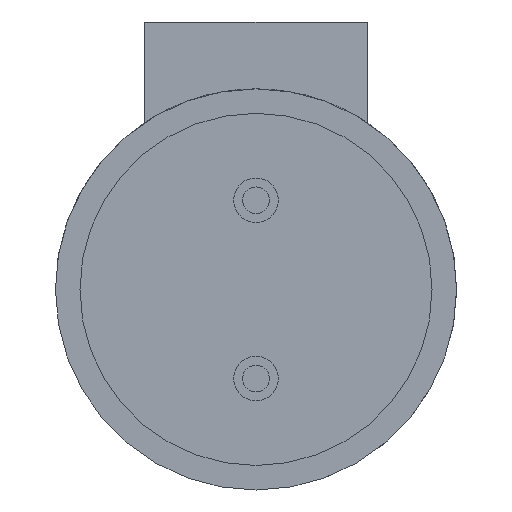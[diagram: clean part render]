
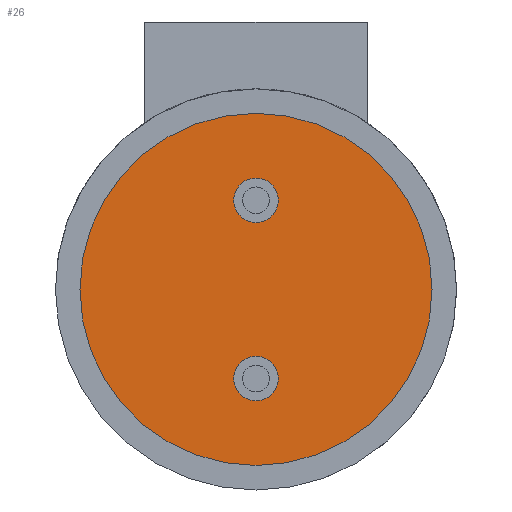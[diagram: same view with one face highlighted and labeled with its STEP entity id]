
A CAD part, front view. The second image highlights one B-rep face of the part: STEP entity #26.
In plain terms, the highlighted planar face has unit normal (0, -1, 0).
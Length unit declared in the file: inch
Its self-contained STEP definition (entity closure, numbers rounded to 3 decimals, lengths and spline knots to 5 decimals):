
#12 = ORIENTED_EDGE ( 'NONE', *, *, #654, .T. ) ;
#15 = CARTESIAN_POINT ( 'NONE',  ( -0.15551, -0.14567, 0. ) ) ;
#26 = ADVANCED_FACE ( 'NONE', ( #49, #1156, #699 ), #1069, .T. ) ;
#49 = FACE_OUTER_BOUND ( 'NONE', #536, .T. ) ;
#82 = DIRECTION ( 'NONE',  ( 0., 0., -1. ) ) ;
#89 = VERTEX_POINT ( 'NONE', #231 ) ;
#95 = DIRECTION ( 'NONE',  ( 0., 0., -1. ) ) ;
#138 = AXIS2_PLACEMENT_3D ( 'NONE', #157, #875, #424 ) ;
#157 = CARTESIAN_POINT ( 'NONE',  ( 0., -0.14567, -0.07874 ) ) ;
#160 = DIRECTION ( 'NONE',  ( 0., -1., 0. ) ) ;
#226 = CIRCLE ( 'NONE', #375, 0.01969 ) ;
#231 = CARTESIAN_POINT ( 'NONE',  ( 0., -0.14567, -0.05906 ) ) ;
#271 = DIRECTION ( 'NONE',  ( 0., -1., 0. ) ) ;
#285 = CARTESIAN_POINT ( 'NONE',  ( 0., -0.14567, 0. ) ) ;
#302 = EDGE_LOOP ( 'NONE', ( #658, #1076 ) ) ;
#335 = ORIENTED_EDGE ( 'NONE', *, *, #678, .F. ) ;
#338 = ORIENTED_EDGE ( 'NONE', *, *, #846, .F. ) ;
#350 = CARTESIAN_POINT ( 'NONE',  ( 0., -0.14567, -0.07874 ) ) ;
#374 = VERTEX_POINT ( 'NONE', #958 ) ;
#375 = AXIS2_PLACEMENT_3D ( 'NONE', #350, #1027, #555 ) ;
#424 = DIRECTION ( 'NONE',  ( 0., 0., -1. ) ) ;
#430 = EDGE_CURVE ( 'NONE', #374, #1041, #811, .T. ) ;
#433 = CARTESIAN_POINT ( 'NONE',  ( 0., -0.14567, 0. ) ) ;
#536 = EDGE_LOOP ( 'NONE', ( #12, #1185 ) ) ;
#550 = CARTESIAN_POINT ( 'NONE',  ( 0., -0.14567, 0. ) ) ;
#555 = DIRECTION ( 'NONE',  ( 0., 0., -1. ) ) ;
#568 = DIRECTION ( 'NONE',  ( 0., -1., 0. ) ) ;
#654 = EDGE_CURVE ( 'NONE', #729, #704, #712, .T. ) ;
#658 = ORIENTED_EDGE ( 'NONE', *, *, #789, .F. ) ;
#678 = EDGE_CURVE ( 'NONE', #89, #1013, #226, .T. ) ;
#699 = FACE_BOUND ( 'NONE', #988, .T. ) ;
#704 = VERTEX_POINT ( 'NONE', #15 ) ;
#709 = AXIS2_PLACEMENT_3D ( 'NONE', #550, #924, #95 ) ;
#712 = CIRCLE ( 'NONE', #1060, 0.15551 ) ;
#729 = VERTEX_POINT ( 'NONE', #917 ) ;
#744 = EDGE_CURVE ( 'NONE', #704, #729, #848, .T. ) ;
#757 = CARTESIAN_POINT ( 'NONE',  ( 0., -0.14567, 0.07874 ) ) ;
#789 = EDGE_CURVE ( 'NONE', #1041, #374, #790, .T. ) ;
#790 = CIRCLE ( 'NONE', #952, 0.01969 ) ;
#811 = CIRCLE ( 'NONE', #1175, 0.01969 ) ;
#812 = CARTESIAN_POINT ( 'NONE',  ( 0., -0.14567, 0.07874 ) ) ;
#834 = CIRCLE ( 'NONE', #138, 0.01969 ) ;
#835 = DIRECTION ( 'NONE',  ( 0., -1., 0. ) ) ;
#846 = EDGE_CURVE ( 'NONE', #1013, #89, #834, .T. ) ;
#848 = CIRCLE ( 'NONE', #709, 0.15551 ) ;
#875 = DIRECTION ( 'NONE',  ( 0., -1., 0. ) ) ;
#889 = CARTESIAN_POINT ( 'NONE',  ( 0., -0.14567, 0.09843 ) ) ;
#917 = CARTESIAN_POINT ( 'NONE',  ( 0.15551, -0.14567, 0. ) ) ;
#920 = DIRECTION ( 'NONE',  ( 0., 0., -1. ) ) ;
#924 = DIRECTION ( 'NONE',  ( 0., -1., 0. ) ) ;
#945 = DIRECTION ( 'NONE',  ( 0., 0., -1. ) ) ;
#952 = AXIS2_PLACEMENT_3D ( 'NONE', #757, #568, #945 ) ;
#958 = CARTESIAN_POINT ( 'NONE',  ( 0., -0.14567, 0.05906 ) ) ;
#962 = AXIS2_PLACEMENT_3D ( 'NONE', #433, #835, #82 ) ;
#988 = EDGE_LOOP ( 'NONE', ( #335, #338 ) ) ;
#1013 = VERTEX_POINT ( 'NONE', #1164 ) ;
#1027 = DIRECTION ( 'NONE',  ( 0., -1., 0. ) ) ;
#1041 = VERTEX_POINT ( 'NONE', #889 ) ;
#1060 = AXIS2_PLACEMENT_3D ( 'NONE', #285, #271, #920 ) ;
#1069 = PLANE ( 'NONE',  #962 ) ;
#1076 = ORIENTED_EDGE ( 'NONE', *, *, #430, .F. ) ;
#1156 = FACE_BOUND ( 'NONE', #302, .T. ) ;
#1164 = CARTESIAN_POINT ( 'NONE',  ( 0., -0.14567, -0.09843 ) ) ;
#1175 = AXIS2_PLACEMENT_3D ( 'NONE', #812, #160, #1178 ) ;
#1178 = DIRECTION ( 'NONE',  ( 0., 0., -1. ) ) ;
#1185 = ORIENTED_EDGE ( 'NONE', *, *, #744, .T. ) ;
